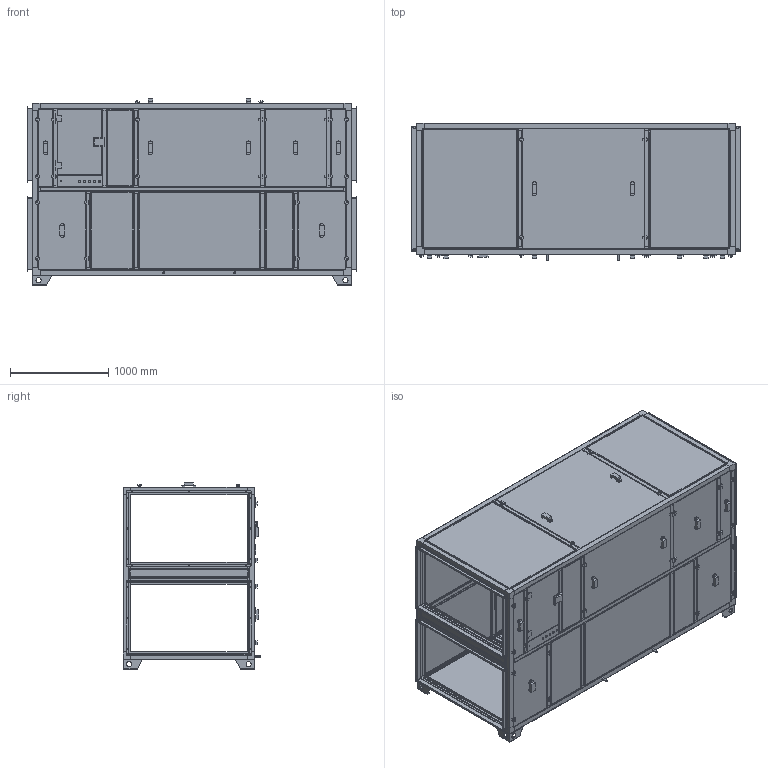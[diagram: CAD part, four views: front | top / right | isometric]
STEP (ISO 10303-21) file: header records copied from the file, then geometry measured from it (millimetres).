
FILE_DESCRIPTION (( 'STEP AP203' ), '1' );
FILE_NAME ('M4555V L.STEP', '2024-09-23T10:29:44', ( '' ), ( '' ), 'SwSTEP 2.0', 'SolidWorks 2023', '' );
FILE_SCHEMA (( 'CONFIG_CONTROL_DESIGN' ));
Length unit declared in the file: millimetre
Products named in the file (181): AynalamaM4555VR_2.0 2001 D_Düz.STEP.STEP; AynalamaM4555VR_2.0 2007 PIC-YUK.STEP.STEP; AynalamaM4555VR_2.0_Tava_Montajı.STEP.STEP; AynalamaM4555VR_2.0 20071.STEP.STEP; M4555V L.STEP.STEP; AynalamaM4555VR_2.0 2200 TY.STEP.STEP; AynalamaM4555VR_2.0 2203 D_Düz.STEP.STEP; AynalamaM4555VR_2.0 2202 TY.STEP.STEP; AynalamaM4555VR_2.0 2009 DC-EN_Plastik.STEP.STEP; AynalamaM4555VR_2.0 2005 PIC-EN.STEP.STEP; AynalamaM4555VR_2.0 2003 DC-YUK_Plastik.STEP.STEP; AynalamaM4555VR_2.0-A.Profil-8_Isı köprüsüz.STEP.STEP; AynalamaM4555VR_2.0 2013 D_Manometreli.STEP.STEP; AynalamaM4555VR_2.0 1404_3 delikli _1500.STEP.STEP; AynalamaM4555VR_2.0 2014.STEP.STEP; AynalamaM4555VR_2.0 2006 TY.STEP.STEP; AynalamaM4555VR_2.0 2014 DC-EN_Plastik.STEP.STEP; AynalamaM4555VR_2.0 Tava.Borusu.STEP.STEP; AynalamaM4555VR_2.0 2014 PIC-YUK.STEP.STEP; AynalamaM4555VR_2.0 2201 TY.STEP.STEP; AynalamaM4555VR_2.0 2002 DC-EN_Plastik.STEP.STEP; AynalamaM4555VR_2.0 2013 PIC-EN.STEP.STEP; AynalamaM4555VR_2.0 2009 I_Düz.STEP.STEP; AynalamaM4555VR_2.0 2011 DC-EN_Plastik.STEP.STEP; AynalamaM4555VR_2.0 2200 BC.STEP.STEP; AynalamaM4555VR_2.0 2202.STEP.STEP; AynalamaM4555VR_2.0 2013 DC-YUK_Plastik.STEP.STEP; AynalamaM4555VR_2.0 IS 16.STEP.STEP; AynalamaM4555VR_2.0 2013 TY.STEP.STEP; AynalamaM4555VR_2.0 2003 I_Düz.STEP.STEP; AynalamaM4555VR_2.0-A.Profil-6_Isı köprüsüz.STEP.STEP; AynalamaM4555VR_2.0 2001 PIC-EN.STEP.STEP; AynalamaM4555VR_2.0 2002 D_Düz.STEP.STEP; AynalamaM4555VR_2.0 2008.STEP.STEP; AynalamaM4555VR_2.0 2002 I_Düz.STEP.STEP; AynalamaM4555VR_2.0 2015 D_Düz.STEP.STEP; AynalamaM4555VR_2.0 2013.STEP.STEP; AynalamaM4555VR_2.0 ME.STEP.STEP; AynalamaM4555VR_2.0 2006 DC-YUK_Plastik.STEP.STEP; AynalamaM4555VR_2.0 2009 D_Düz.STEP.STEP ...
Assembly tree (493 placements, depth 7):
  M4555V L
    M4555V L.STEP
      M4555V L.STEP.STEP
        AynalamaM4555VR_2.0-FM-4.STEP.STEP
          AynalamaM4555VR_2.0 1407_3 delikli _1500.STEP.STEP  x2
          AynalamaM4555VR_2.0 1408_3 delikli _1500.STEP.STEP  x2
        AynalamaM4555VR_2.0-M51 Montaj.STEP.STEP
          AynalamaM4555VR_2.0-M51-Profil Montaj.STEP.STEP
            AynalamaM4555VR_2.0-K.Profil-26_Isı köprüsüz.STEP.STEP  x4
            AynalamaM4555VR_2.0-K.Profil-25_Isı köprüsüz.STEP.STEP  x4
            AynalamaM4555VR_2.0-K.Profil-27_Isı köprüsüz.STEP.STEP  x4
            AynalamaM4555VR_2.0-A.Profil-7_Isı köprüsüz.STEP.STEP  x3
            AynalamaM4555VR_2.0-AB.STEP.STEP  x48
            AynalamaM4555VR_2.0-KB.STEP.STEP  x8
            AynalamaM4555VR_2.0-A.Profil-8_Isı köprüsüz.STEP.STEP
            AynalamaM4555VR_2.0-A.Profil-6_Isı köprüsüz.STEP.STEP  x9
            AynalamaM4555VR_2.0-A.Profil-9_Isı köprüsüz.STEP.STEP  x9
            AynalamaM4555VR_2.0-A.Profil-10_Isı köprüsüz.STEP.STEP
            AynalamaM4555VR_2.0-A.Profil-11_Isı köprüsüz.STEP.STEP
          AynalamaM4555VR_2.0 2001.STEP.STEP
            AynalamaM4555VR_2.0 2001 D_Düz.STEP.STEP
            AynalamaM4555VR_2.0 2001 I_Düz.STEP.STEP
            AynalamaM4555VR_2.0 2001 DC-EN_Plastik.STEP.STEP  x2
            AynalamaM4555VR_2.0 2001 DC-YUK_Plastik.STEP.STEP  x2
            AynalamaM4555VR_2.0 2001 PIC-EN.STEP.STEP  x2
            AynalamaM4555VR_2.0 2001 PIC-YUK.STEP.STEP  x2
            AynalamaM4555VR_2.0 2001 TY.STEP.STEP
            AynalamaM4555VR_2.0 CBKP.STEP.STEP  x4
          AynalamaM4555VR_2.0 2002.STEP.STEP
            AynalamaM4555VR_2.0 2002 D_Düz.STEP.STEP
            AynalamaM4555VR_2.0 2002 I_Düz.STEP.STEP
            AynalamaM4555VR_2.0 2002 DC-EN_Plastik.STEP.STEP  x2
            AynalamaM4555VR_2.0 2002 DC-YUK_Plastik.STEP.STEP  x2
            AynalamaM4555VR_2.0 2002 PIC-EN.STEP.STEP  x2
            AynalamaM4555VR_2.0 2002 PIC-YUK.STEP.STEP  x2
            AynalamaM4555VR_2.0 2002 TY.STEP.STEP
            AynalamaM4555VR_2.0 CBKP.STEP.STEP  x4
          AynalamaM4555VR_2.0 2003.STEP.STEP
            AynalamaM4555VR_2.0 2003 D_Düz.STEP.STEP
            AynalamaM4555VR_2.0 2003 I_Düz.STEP.STEP
            AynalamaM4555VR_2.0 2003 DC-EN_Plastik.STEP.STEP  x2
            AynalamaM4555VR_2.0 2003 DC-YUK_Plastik.STEP.STEP  x2
            AynalamaM4555VR_2.0 2003 PIC-EN.STEP.STEP  x2
            AynalamaM4555VR_2.0 2003 PIC-YUK.STEP.STEP  x2
            AynalamaM4555VR_2.0 2003 TY.STEP.STEP
            AynalamaM4555VR_2.0 CBKP.STEP.STEP  x4
          AynalamaM4555VR_2.0 20031.STEP.STEP
            AynalamaM4555VR_2.0 2003 D_Düz.STEP.STEP
            AynalamaM4555VR_2.0 2003 I_Düz.STEP.STEP
            AynalamaM4555VR_2.0 2003 DC-EN_Plastik.STEP.STEP  x2
            AynalamaM4555VR_2.0 2003 DC-YUK_Plastik.STEP.STEP  x2
            AynalamaM4555VR_2.0 2003 PIC-EN.STEP.STEP  x2
            AynalamaM4555VR_2.0 2003 PIC-YUK.STEP.STEP  x2
            AynalamaM4555VR_2.0 2003 TY.STEP.STEP
            AynalamaM4555VR_2.0 CBKP.STEP.STEP  x4
          AynalamaM4555VR_2.0 2100.STEP.STEP
            AynalamaM4555VR_2.0 2100 D_Düz.STEP.STEP
            AynalamaM4555VR_2.0 2100 I_Düz.STEP.STEP
            AynalamaM4555VR_2.0 ME.STEP.STEP  x2
            AynalamaM4555VR_2.0 Kİ.STEP.STEP
Bounding box: 3340 x 1398.1 x 1893 mm (x, y, z)
Volume: 739886142.4 mm3; surface area: 148160399.1 mm2
Topology: 475 solids, 475 shells, 10143 faces, 23445 edges, 14280 vertices
Faces by surface type: plane 7014, cylinder 2829, bspline 300
Entity records: 189770 total; most frequent: CARTESIAN_POINT 37227, DIRECTION 26631, ORIENTED_EDGE 24546, EDGE_CURVE 12273, AXIS2_PLACEMENT_3D 9112, LINE 8407, VECTOR 8407, VERTEX_POINT 7228
